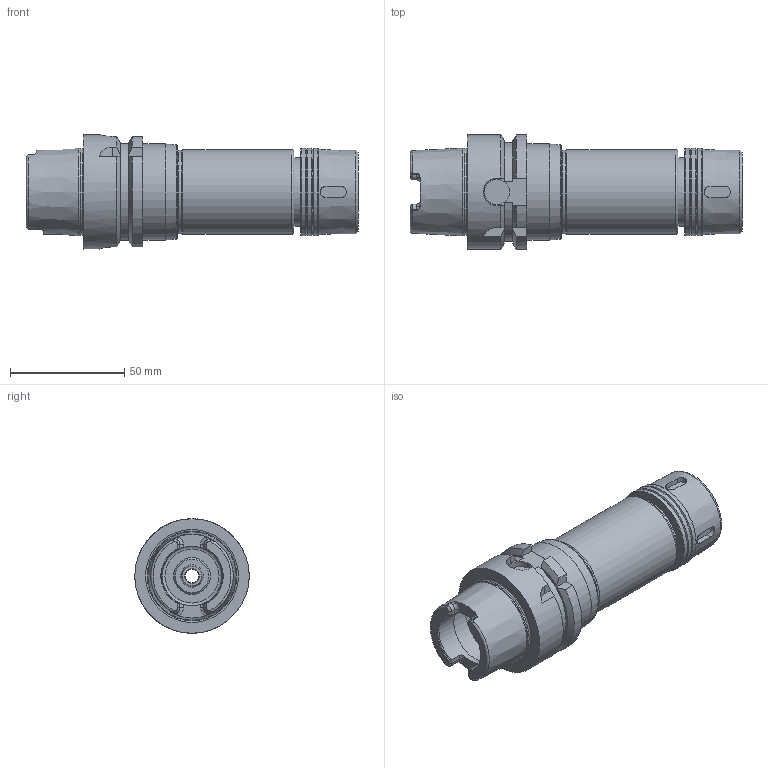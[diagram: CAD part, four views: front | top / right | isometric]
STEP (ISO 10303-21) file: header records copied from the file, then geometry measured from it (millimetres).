
FILE_DESCRIPTION((''),'2;1');
FILE_NAME('538014016120-3D.stp','2020-01-09T18:01:16',('nttooll'),(''),'Autodesk Inventor 2012','Autodesk Inventor 2012','');
FILE_SCHEMA(('AUTOMOTIVE_DESIGN { 1 0 10303 214 1 1 1 1 }'));
Length unit declared in the file: millimetre
Products named in the file (1): 538014016120-3D
Bounding box: 145 x 50 x 50 mm (x, y, z)
Volume: 132859.9 mm3; surface area: 33910.1 mm2
Topology: 1 solids, 1 shells, 180 faces, 421 edges, 262 vertices
Faces by surface type: plane 73, cylinder 54, cone 37, torus 16
Full cylindrical faces by diameter (mm): 6 x1, 6.4 x1, 9.5 x1, 10 x1, 11 x1, 16 x1, 16.3 x1, 17 x1, 17.5 x1, 20 x1, 22.1 x1, 24.5 x1, 26 x1, 26.6 x1, 28 x1, 30 x1, 32 x1, 36.6 x1, 37 x1, 37.9 x1, 38.4 x3, 42 x1, 50 x1
Entity records: 5094 total; most frequent: CARTESIAN_POINT 1221, DIRECTION 824, ORIENTED_EDGE 718, EDGE_CURVE 359, AXIS2_PLACEMENT_3D 344, EDGE_LOOP 256, VERTEX_POINT 255, FACE_OUTER_BOUND 180
